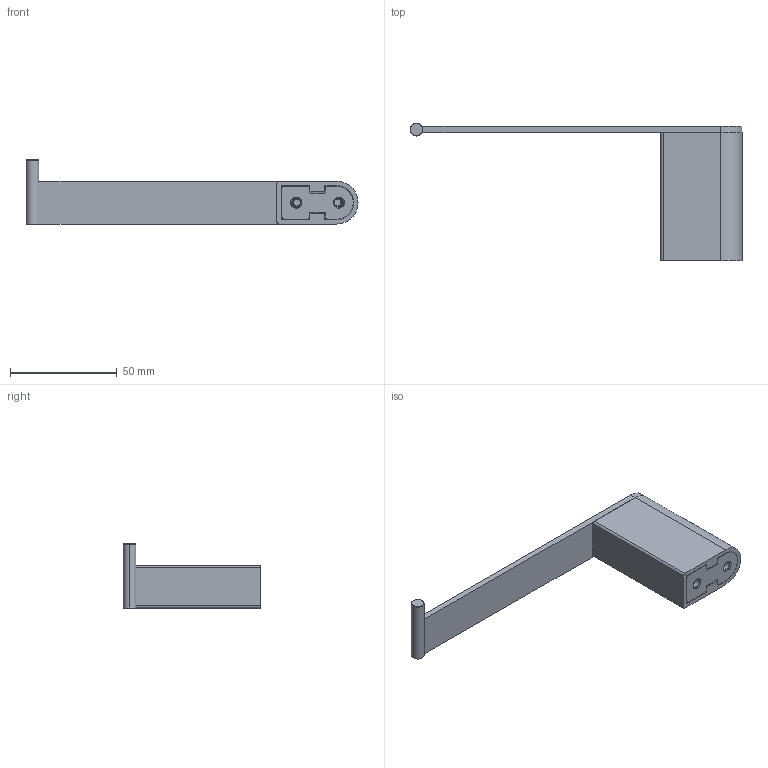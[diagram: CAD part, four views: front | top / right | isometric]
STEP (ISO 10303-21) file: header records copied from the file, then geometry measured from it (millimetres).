
FILE_DESCRIPTION (( 'STEP AP203' ), '1' );
FILE_NAME ('66610.STEP', '2020-09-01T08:23:52', ( '' ), ( '' ), 'SwSTEP 2.0', 'SolidWorks 2020', '' );
FILE_SCHEMA (( 'CONFIG_CONTROL_DESIGN' ));
Length unit declared in the file: millimetre
Products named in the file (1): 66610
Bounding box: 155.6 x 64.5 x 30 mm (x, y, z)
Volume: 31222 mm3; surface area: 23725.1 mm2
Topology: 6 solids, 6 shells, 120 faces, 285 edges, 184 vertices
Faces by surface type: plane 49, cylinder 45, cone 22, bspline 4
Entity records: 3590 total; most frequent: CARTESIAN_POINT 642, DIRECTION 629, ORIENTED_EDGE 570, EDGE_CURVE 285, AXIS2_PLACEMENT_3D 235, VERTEX_POINT 184, LINE 159, VECTOR 159
